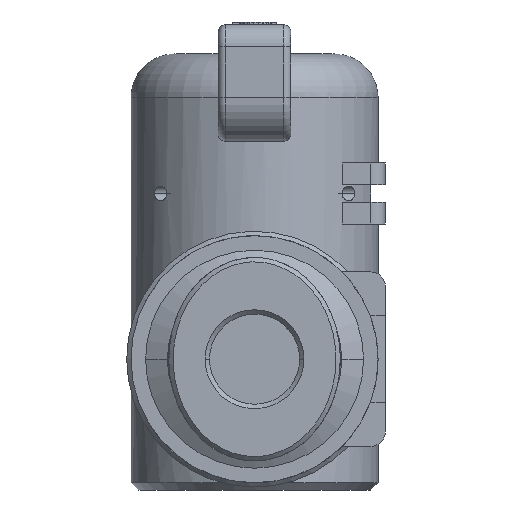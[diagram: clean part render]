
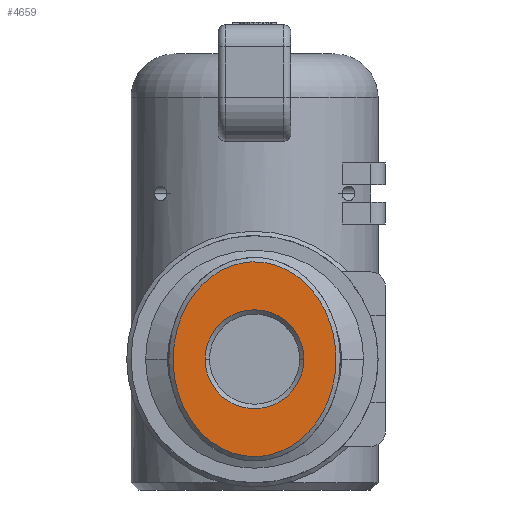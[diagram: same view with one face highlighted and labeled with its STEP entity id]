
A CAD part, front view. The second image highlights one B-rep face of the part: STEP entity #4659.
In plain terms, the highlighted planar face has unit normal (0, -1, 0).
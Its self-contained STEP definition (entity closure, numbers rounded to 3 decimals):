
#1797=CARTESIAN_POINT('',(192.869,-11.,-12.109));
#1798=VERTEX_POINT('',#1797);
#1807=CARTESIAN_POINT('',(199.669,-11.,-12.109));
#1808=VERTEX_POINT('',#1807);
#1809=CARTESIAN_POINT('',(196.269,-11.,-12.109));
#1810=DIRECTION('',(0.0,-1.0,0.0));
#1811=DIRECTION('',(-1.0,0.0,0.0));
#1812=AXIS2_PLACEMENT_3D('',#1809,#1810,#1811);
#1813=CIRCLE('',#1812,3.4);
#1814=EDGE_CURVE('',#1798,#1808,#1813,.T.);
#4565=CARTESIAN_POINT('',(196.269,-11.,-18.809));
#4566=VERTEX_POINT('',#4565);
#4572=CARTESIAN_POINT('',(196.269,-11.,-18.809));
#4573=CARTESIAN_POINT('',(195.894,-11.,-18.809));
#4574=CARTESIAN_POINT('',(195.519,-11.,-18.764));
#4575=CARTESIAN_POINT('',(194.782,-11.,-18.584));
#4576=CARTESIAN_POINT('',(194.42,-11.,-18.449));
#4577=CARTESIAN_POINT('',(193.721,-11.,-18.092));
#4578=CARTESIAN_POINT('',(193.384,-11.,-17.869));
#4579=CARTESIAN_POINT('',(192.749,-11.,-17.339));
#4580=CARTESIAN_POINT('',(192.451,-11.,-17.032));
#4581=CARTESIAN_POINT('',(191.911,-11.,-16.342));
#4582=CARTESIAN_POINT('',(191.669,-11.,-15.959));
#4583=CARTESIAN_POINT('',(191.255,-11.,-15.132));
#4584=CARTESIAN_POINT('',(191.084,-11.,-14.687));
#4585=CARTESIAN_POINT('',(190.825,-11.,-13.758));
#4586=CARTESIAN_POINT('',(190.738,-11.,-13.272));
#4587=CARTESIAN_POINT('',(190.655,-11.,-12.288));
#4588=CARTESIAN_POINT('',(190.66,-11.,-11.788));
#4589=CARTESIAN_POINT('',(190.761,-11.,-10.803));
#4590=CARTESIAN_POINT('',(190.857,-11.,-10.317));
#4591=CARTESIAN_POINT('',(191.136,-11.,-9.387));
#4592=CARTESIAN_POINT('',(191.318,-11.,-8.942));
#4593=CARTESIAN_POINT('',(191.754,-11.,-8.117));
#4594=CARTESIAN_POINT('',(192.008,-11.,-7.736));
#4595=CARTESIAN_POINT('',(192.573,-11.,-7.055));
#4596=CARTESIAN_POINT('',(192.882,-11.,-6.754));
#4597=CARTESIAN_POINT('',(193.54,-11.,-6.241));
#4598=CARTESIAN_POINT('',(193.887,-11.,-6.028));
#4599=CARTESIAN_POINT('',(194.604,-11.,-5.696));
#4600=CARTESIAN_POINT('',(194.973,-11.,-5.575));
#4601=CARTESIAN_POINT('',(195.719,-11.,-5.426));
#4602=CARTESIAN_POINT('',(196.096,-11.,-5.397));
#4603=CARTESIAN_POINT('',(196.846,-11.,-5.43));
#4604=CARTESIAN_POINT('',(197.219,-11.,-5.491));
#4605=CARTESIAN_POINT('',(197.951,-11.,-5.703));
#4606=CARTESIAN_POINT('',(198.31,-11.,-5.854));
#4607=CARTESIAN_POINT('',(199.,-11.,-6.243));
#4608=CARTESIAN_POINT('',(199.331,-11.,-6.482));
#4609=CARTESIAN_POINT('',(199.951,-11.,-7.041));
#4610=CARTESIAN_POINT('',(200.239,-11.,-7.363));
#4611=CARTESIAN_POINT('',(200.759,-11.,-8.08));
#4612=CARTESIAN_POINT('',(200.99,-11.,-8.475));
#4613=CARTESIAN_POINT('',(201.377,-11.,-9.324));
#4614=CARTESIAN_POINT('',(201.534,-11.,-9.778));
#4615=CARTESIAN_POINT('',(201.762,-11.,-10.721));
#4616=CARTESIAN_POINT('',(201.833,-11.,-11.211));
#4617=CARTESIAN_POINT('',(201.884,-11.,-12.2));
#4618=CARTESIAN_POINT('',(201.862,-11.,-12.699));
#4619=CARTESIAN_POINT('',(201.728,-11.,-13.679));
#4620=CARTESIAN_POINT('',(201.616,-11.,-14.159));
#4621=CARTESIAN_POINT('',(201.307,-11.,-15.074));
#4622=CARTESIAN_POINT('',(201.111,-11.,-15.508));
#4623=CARTESIAN_POINT('',(200.649,-11.,-16.31));
#4624=CARTESIAN_POINT('',(200.384,-11.,-16.677));
#4625=CARTESIAN_POINT('',(199.8,-11.,-17.329));
#4626=CARTESIAN_POINT('',(199.482,-11.,-17.615));
#4627=CARTESIAN_POINT('',(198.811,-11.,-18.096));
#4628=CARTESIAN_POINT('',(198.459,-11.,-18.292));
#4629=CARTESIAN_POINT('',(197.801,-11.,-18.564));
#4630=CARTESIAN_POINT('',(197.499,-11.,-18.656));
#4631=CARTESIAN_POINT('',(196.888,-11.,-18.778));
#4632=CARTESIAN_POINT('',(196.578,-11.,-18.809));
#4633=CARTESIAN_POINT('',(196.269,-11.,-18.809));
#4634=B_SPLINE_CURVE_WITH_KNOTS('',3,(#4572,#4573,#4574,#4575,#4576,#4577,#4578,#4579,#4580,#4581,#4582,#4583,#4584,#4585,#4586,#4587,#4588,#4589,#4590,#4591,#4592,#4593,#4594,#4595,#4596,#4597,#4598,#4599,#4600,#4601,#4602,#4603,#4604,#4605,#4606,#4607,#4608,#4609,#4610,#4611,#4612,#4613,#4614,#4615,#4616,#4617,#4618,#4619,#4620,#4621,#4622,#4623,#4624,#4625,#4626,#4627,#4628,#4629,#4630,#4631,#4632,#4633),.UNSPECIFIED.,.T.,.U.,(4,2,2,2,2,2,2,2,2,2,2,2,2,2,2,2,2,2,2,2,2,2,2,2,2,2,2,2,2,2,4),(0.0,0.203,0.407,0.613,0.822,1.035,1.252,1.471,1.692,1.912,2.132,2.348,2.56,2.769,2.975,3.178,3.381,3.585,3.792,4.002,4.215,4.433,4.652,4.873,5.094,5.312,5.528,5.74,5.948,6.116,6.283),.UNSPECIFIED.);
#4635=EDGE_CURVE('',#4566,#4566,#4634,.T.);
#4641=CARTESIAN_POINT('',(196.269,-11.,-19.109));
#4642=DIRECTION('',(0.0,-1.0,0.0));
#4643=DIRECTION('',(1.0,0.0,0.0));
#4644=AXIS2_PLACEMENT_3D('',#4641,#4642,#4643);
#4645=PLANE('',#4644);
#4646=ORIENTED_EDGE('',*,*,#4635,.F.);
#4647=EDGE_LOOP('',(#4646));
#4648=FACE_OUTER_BOUND('',#4647,.T.);
#4649=CARTESIAN_POINT('',(196.269,-11.,-12.109));
#4650=DIRECTION('',(0.0,-1.0,0.0));
#4651=DIRECTION('',(-1.0,0.0,0.0));
#4652=AXIS2_PLACEMENT_3D('',#4649,#4650,#4651);
#4653=CIRCLE('',#4652,3.4);
#4654=EDGE_CURVE('',#1808,#1798,#4653,.T.);
#4655=ORIENTED_EDGE('',*,*,#4654,.F.);
#4656=ORIENTED_EDGE('',*,*,#1814,.F.);
#4657=EDGE_LOOP('',(#4655,#4656));
#4658=FACE_BOUND('',#4657,.T.);
#4659=ADVANCED_FACE('',(#4648,#4658),#4645,.T.);
